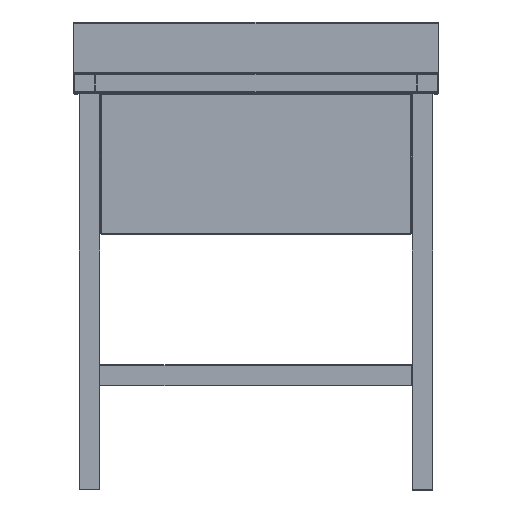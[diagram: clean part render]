
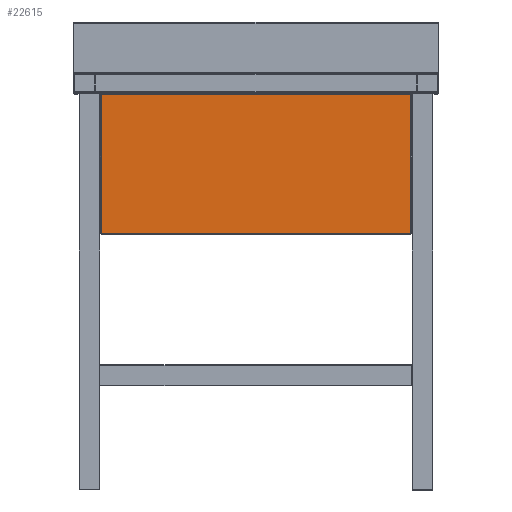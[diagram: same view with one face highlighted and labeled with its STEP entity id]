
A CAD part, top view. The second image highlights one B-rep face of the part: STEP entity #22615.
In plain terms, the highlighted free-form (B-spline) face has degree [1, 1] with [2, 2] control points.
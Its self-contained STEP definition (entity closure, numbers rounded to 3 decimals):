
#22615 = ADVANCED_FACE('',(#22616),#22646,.T.);
#22616 = FACE_BOUND('',#22617,.T.);
#22617 = EDGE_LOOP('',(#22618,#22627,#22634,#22641));
#22618 = ORIENTED_EDGE('',*,*,#22619,.T.);
#22619 = EDGE_CURVE('',#22620,#22622,#22624,.T.);
#22620 = VERTEX_POINT('',#22621);
#22621 = CARTESIAN_POINT('',(220.683,-291.177,
    334.175));
#22622 = VERTEX_POINT('',#22623);
#22623 = CARTESIAN_POINT('',(-325.456,-291.177,
    334.175));
#22624 = B_SPLINE_CURVE_WITH_KNOTS('',1,(#22625,#22626),.UNSPECIFIED.,
  .F.,.F.,(2,2),(0.,1.),.PIECEWISE_BEZIER_KNOTS.);
#22625 = CARTESIAN_POINT('',(220.683,-291.177,
    334.175));
#22626 = CARTESIAN_POINT('',(-325.456,-291.177,
    334.175));
#22627 = ORIENTED_EDGE('',*,*,#22628,.T.);
#22628 = EDGE_CURVE('',#22622,#22629,#22631,.T.);
#22629 = VERTEX_POINT('',#22630);
#22630 = CARTESIAN_POINT('',(-325.456,-46.864,
    334.175));
#22631 = B_SPLINE_CURVE_WITH_KNOTS('',1,(#22632,#22633),.UNSPECIFIED.,
  .F.,.F.,(2,2),(0.,1.),.PIECEWISE_BEZIER_KNOTS.);
#22632 = CARTESIAN_POINT('',(-325.456,-291.177,
    334.175));
#22633 = CARTESIAN_POINT('',(-325.456,-46.864,
    334.175));
#22634 = ORIENTED_EDGE('',*,*,#22635,.T.);
#22635 = EDGE_CURVE('',#22629,#22636,#22638,.T.);
#22636 = VERTEX_POINT('',#22637);
#22637 = CARTESIAN_POINT('',(220.683,-46.864,
    334.175));
#22638 = B_SPLINE_CURVE_WITH_KNOTS('',1,(#22639,#22640),.UNSPECIFIED.,
  .F.,.F.,(2,2),(0.,1.),.PIECEWISE_BEZIER_KNOTS.);
#22639 = CARTESIAN_POINT('',(-325.456,-46.864,
    334.175));
#22640 = CARTESIAN_POINT('',(220.683,-46.864,
    334.175));
#22641 = ORIENTED_EDGE('',*,*,#22642,.T.);
#22642 = EDGE_CURVE('',#22636,#22620,#22643,.T.);
#22643 = B_SPLINE_CURVE_WITH_KNOTS('',1,(#22644,#22645),.UNSPECIFIED.,
  .F.,.F.,(2,2),(0.,1.),.PIECEWISE_BEZIER_KNOTS.);
#22644 = CARTESIAN_POINT('',(220.683,-46.864,
    334.175));
#22645 = CARTESIAN_POINT('',(220.683,-291.177,
    334.175));
#22646 = B_SPLINE_SURFACE_WITH_KNOTS('',1,1,(
    (#22647,#22648)
    ,(#22649,#22650
    )),.UNSPECIFIED.,.F.,.F.,.F.,(2,2),(2,2),(0.,1.),(0.,1.),
  .PIECEWISE_BEZIER_KNOTS.);
#22647 = CARTESIAN_POINT('',(220.683,-291.177,
    334.175));
#22648 = CARTESIAN_POINT('',(220.683,-46.864,
    334.175));
#22649 = CARTESIAN_POINT('',(-325.456,-291.177,
    334.175));
#22650 = CARTESIAN_POINT('',(-325.456,-46.864,
    334.175));
